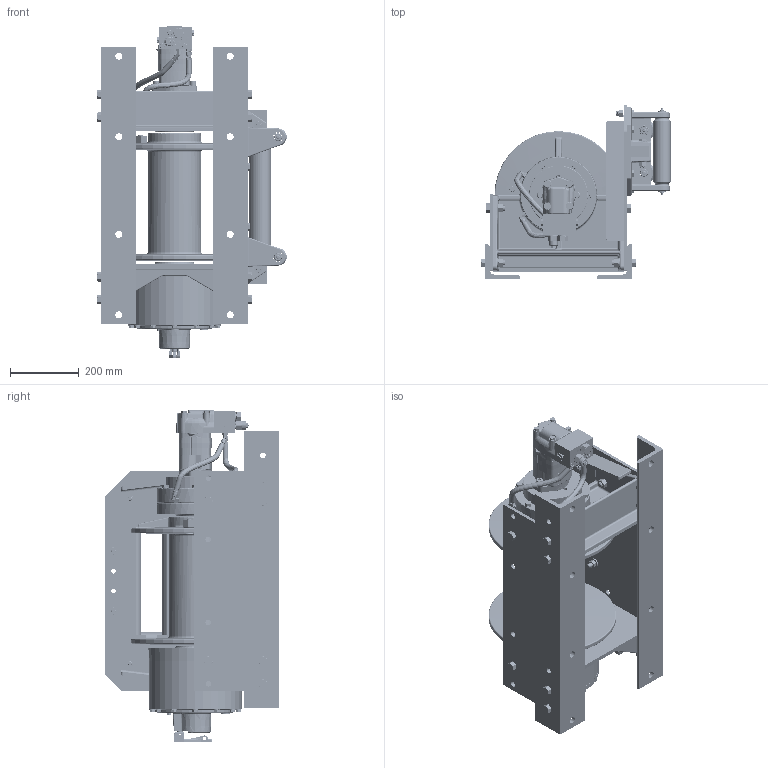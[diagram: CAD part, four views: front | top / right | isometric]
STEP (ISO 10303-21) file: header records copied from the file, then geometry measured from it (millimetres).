
FILE_DESCRIPTION((''),'2;1');
FILE_NAME('TWG-TEMP','2020-10-19T02:13:54',('Administrator'),(''),'CREO PARAMETRIC BY PTC INC, 2019292','CREO PARAMETRIC BY PTC INC, 2019292','');
FILE_SCHEMA(('AUTOMOTIVE_DESIGN { 1 0 10303 214 1 1 1 1 }'));
Products named in the file (1): TWG-TEMP
Bounding box: 551.97 x 508 x 967.28 mm (x, y, z)
Volume: 20632.9 mm3; surface area: 4016286.2 mm2
Topology: 2 solids, 317 shells, 3682 faces, 11870 edges, 8269 vertices
Faces by surface type: plane 1285, cylinder 1000, torus 631, cone 381, bspline 306, sphere 78, extrusion 1
Entity records: 196821 total; most frequent: CARTESIAN_POINT 74649, ORIENTED_EDGE 19239, DIRECTION 17958, EDGE_CURVE 11753, VERTEX_POINT 8269, AXIS2_PLACEMENT_3D 6557, VECTOR 4841, LINE 4840
